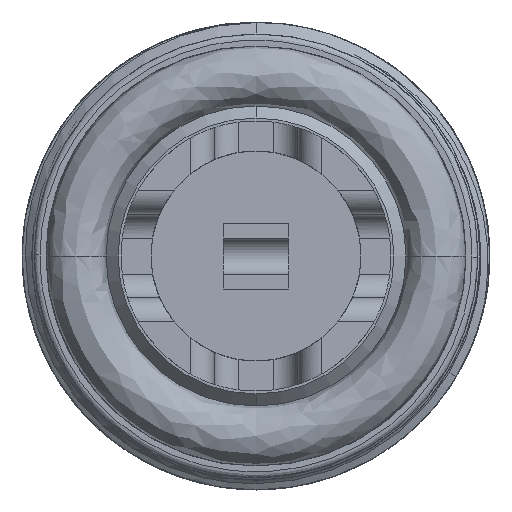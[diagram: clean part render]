
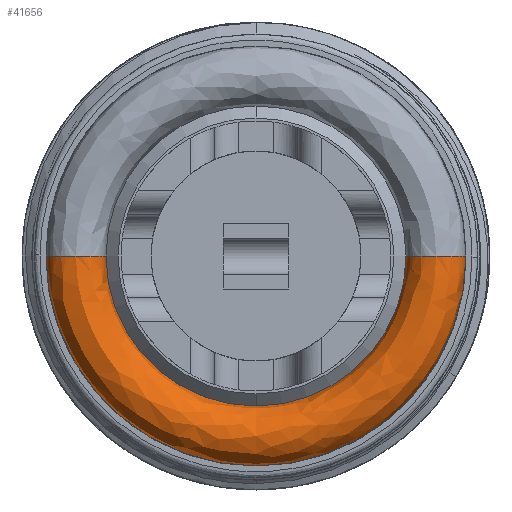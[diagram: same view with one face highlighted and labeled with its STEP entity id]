
A CAD part, front view. The second image highlights one B-rep face of the part: STEP entity #41656.
In plain terms, the highlighted free-form (B-spline) face has degree [3, 3] with [4, 4] control points.
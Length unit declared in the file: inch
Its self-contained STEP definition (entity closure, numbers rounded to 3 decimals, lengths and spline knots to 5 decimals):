
#1113 = CARTESIAN_POINT ( 'NONE',  ( 0.49213, 0.98425, -0.19685 ) ) ;
#1331 = CARTESIAN_POINT ( 'NONE',  ( 0.68898, 1.37795, 0. ) ) ;
#2991 = DIRECTION ( 'NONE',  ( -1., 0., 0. ) ) ;
#3361 = VERTEX_POINT ( 'NONE', #31526 ) ;
#4935 = CARTESIAN_POINT ( 'NONE',  ( 0.68898, 0., 0. ) ) ;
#5143 = CARTESIAN_POINT ( 'NONE',  ( 0.49213, 0., 0. ) ) ;
#5324 = DIRECTION ( 'NONE',  ( 1., 0., 0. ) ) ;
#5858 = AXIS2_PLACEMENT_3D ( 'NONE', #16047, #43242, #2991 ) ;
#5972 = DIRECTION ( 'NONE',  ( -1., 0., 0. ) ) ;
#6530 = AXIS2_PLACEMENT_3D ( 'NONE', #30519, #20353, #5972 ) ;
#6728 = EDGE_CURVE ( 'NONE', #37131, #35962, #18557, .T. ) ;
#8904 = VERTEX_POINT ( 'NONE', #11775 ) ;
#10798 = ORIENTED_EDGE ( 'NONE', *, *, #6728, .T. ) ;
#11486 = CARTESIAN_POINT ( 'NONE',  ( -0.68898, 0., 0. ) ) ;
#11775 = CARTESIAN_POINT ( 'NONE',  ( -0.49213, 0., 0. ) ) ;
#11921 = CARTESIAN_POINT ( 'NONE',  ( 0.68898, 0., -0.19685 ) ) ;
#13952 = DIRECTION ( 'NONE',  ( -1., 0., 0. ) ) ;
#14817 = CARTESIAN_POINT ( 'NONE',  ( -0.49213, 0.98425, 0. ) ) ;
#15033 = CARTESIAN_POINT ( 'NONE',  ( 0.68898, 1.37795, -0.19685 ) ) ;
#15830 = ORIENTED_EDGE ( 'NONE', *, *, #35333, .F. ) ;
#16047 = CARTESIAN_POINT ( 'NONE',  ( 0., 0., 0. ) ) ;
#17803 = AXIS2_PLACEMENT_3D ( 'NONE', #23942, #27680, #13952 ) ;
#18362 = CARTESIAN_POINT ( 'NONE',  ( -0.68898, 1.37795, -0.19685 ) ) ;
#18557 = CIRCLE ( 'NONE', #28449, 0.09843 ) ;
#20353 = DIRECTION ( 'NONE',  ( 0., -1., 0. ) ) ;
#21878 =( BOUNDED_SURFACE ( )  B_SPLINE_SURFACE ( 3, 3, ( 
 ( #41803, #1331, #28762, #11486 ),
 ( #11921, #15033, #18362, #25456 ),
 ( #32083, #1113, #41587, #24803 ),
 ( #28551, #34966, #14817, #31648 ) ),
 .UNSPECIFIED., .F., .F., .F. ) 
 B_SPLINE_SURFACE_WITH_KNOTS ( ( 4, 4 ),
 ( 4, 4 ),
 ( 0., 1. ),
 ( 0., 1. ),
 .UNSPECIFIED. ) 
 GEOMETRIC_REPRESENTATION_ITEM ( )  RATIONAL_B_SPLINE_SURFACE ( (
 ( 1., 0.333, 0.333, 1.),
 ( 0.333, 0.111, 0.111, 0.333),
 ( 0.333, 0.111, 0.111, 0.333),
 ( 1., 0.333, 0.333, 1.) ) ) 
 REPRESENTATION_ITEM ( '' )  SURFACE ( )  );
#22109 = CIRCLE ( 'NONE', #6530, 0.09843 ) ;
#22126 = FACE_OUTER_BOUND ( 'NONE', #32511, .T. ) ;
#23942 = CARTESIAN_POINT ( 'NONE',  ( 0., 0., 0. ) ) ;
#24803 = CARTESIAN_POINT ( 'NONE',  ( -0.49213, 0., -0.19685 ) ) ;
#24869 = CARTESIAN_POINT ( 'NONE',  ( 0.59055, 0., 0. ) ) ;
#24968 = CIRCLE ( 'NONE', #5858, 0.68898 ) ;
#25380 = ORIENTED_EDGE ( 'NONE', *, *, #34521, .F. ) ;
#25456 = CARTESIAN_POINT ( 'NONE',  ( -0.68898, 0., -0.19685 ) ) ;
#27680 = DIRECTION ( 'NONE',  ( 0., 0., 1. ) ) ;
#28449 = AXIS2_PLACEMENT_3D ( 'NONE', #24869, #35628, #5324 ) ;
#28551 = CARTESIAN_POINT ( 'NONE',  ( 0.49213, 0., 0. ) ) ;
#28762 = CARTESIAN_POINT ( 'NONE',  ( -0.68898, 1.37795, 0. ) ) ;
#30519 = CARTESIAN_POINT ( 'NONE',  ( -0.59055, 0., 0. ) ) ;
#30543 = CIRCLE ( 'NONE', #17803, 0.49213 ) ;
#31526 = CARTESIAN_POINT ( 'NONE',  ( -0.68898, 0., 0. ) ) ;
#31648 = CARTESIAN_POINT ( 'NONE',  ( -0.49213, 0., 0. ) ) ;
#32083 = CARTESIAN_POINT ( 'NONE',  ( 0.49213, 0., -0.19685 ) ) ;
#32511 = EDGE_LOOP ( 'NONE', ( #15830, #10798, #40416, #25380 ) ) ;
#33091 = EDGE_CURVE ( 'NONE', #35962, #8904, #30543, .T. ) ;
#34521 = EDGE_CURVE ( 'NONE', #3361, #8904, #22109, .T. ) ;
#34966 = CARTESIAN_POINT ( 'NONE',  ( 0.49213, 0.98425, 0. ) ) ;
#35333 = EDGE_CURVE ( 'NONE', #37131, #3361, #24968, .T. ) ;
#35628 = DIRECTION ( 'NONE',  ( 0., 1., 0. ) ) ;
#35962 = VERTEX_POINT ( 'NONE', #5143 ) ;
#37131 = VERTEX_POINT ( 'NONE', #4935 ) ;
#40416 = ORIENTED_EDGE ( 'NONE', *, *, #33091, .T. ) ;
#41587 = CARTESIAN_POINT ( 'NONE',  ( -0.49213, 0.98425, -0.19685 ) ) ;
#41656 = ADVANCED_FACE ( 'NONE', ( #22126 ), #21878, .T. ) ;
#41803 = CARTESIAN_POINT ( 'NONE',  ( 0.68898, 0., 0. ) ) ;
#43242 = DIRECTION ( 'NONE',  ( 0., 0., 1. ) ) ;
